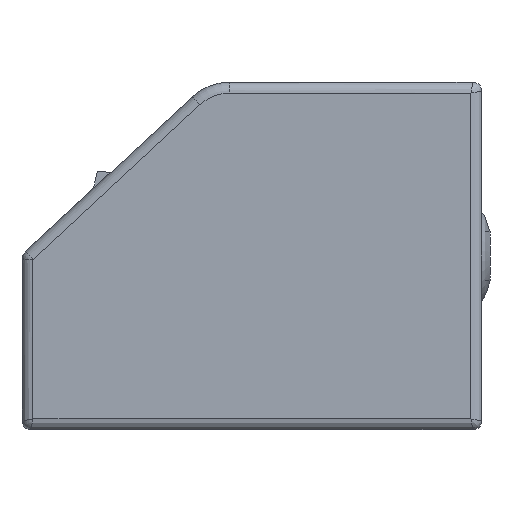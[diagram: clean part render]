
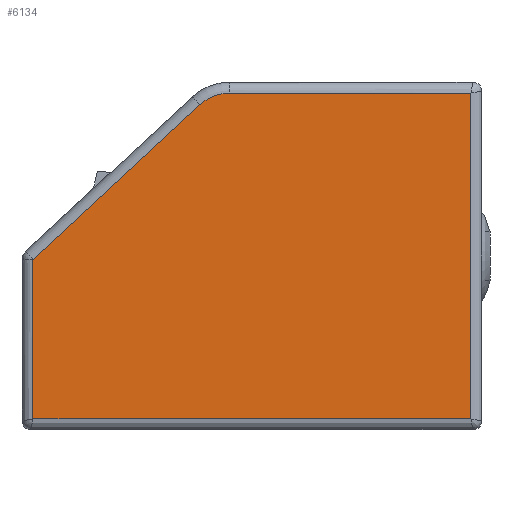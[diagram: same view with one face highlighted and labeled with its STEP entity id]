
A CAD part, left-side view. The second image highlights one B-rep face of the part: STEP entity #6134.
In plain terms, the highlighted planar face has unit normal (-1, 0, 0).
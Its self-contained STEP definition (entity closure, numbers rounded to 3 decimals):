
#197 = VECTOR ( 'NONE', #9700, 1000. ) ;
#316 = DIRECTION ( 'NONE',  ( -1., 0., 0. ) ) ;
#739 = ORIENTED_EDGE ( 'NONE', *, *, #6170, .T. ) ;
#761 = CARTESIAN_POINT ( 'NONE',  ( -658.95, -11.838, -2.559 ) ) ;
#770 = ORIENTED_EDGE ( 'NONE', *, *, #6333, .T. ) ;
#948 = VERTEX_POINT ( 'NONE', #2636 ) ;
#949 = CIRCLE ( 'NONE', #3239, 0.067 ) ;
#961 = VECTOR ( 'NONE', #10168, 1000. ) ;
#1157 = CARTESIAN_POINT ( 'NONE',  ( -658.95, -41.238, -2.559 ) ) ;
#1199 = EDGE_CURVE ( 'NONE', #8203, #4017, #6609, .T. ) ;
#1239 = VECTOR ( 'NONE', #2525, 1000. ) ;
#1366 = VERTEX_POINT ( 'NONE', #10057 ) ;
#1399 = CARTESIAN_POINT ( 'NONE',  ( -658.95, 38.695, -32.962 ) ) ;
#1476 = LINE ( 'NONE', #10465, #8900 ) ;
#1586 = CARTESIAN_POINT ( 'NONE',  ( -658.95, 38.741, -32.913 ) ) ;
#1595 = CARTESIAN_POINT ( 'NONE',  ( -658.95, 2.842, -2.559 ) ) ;
#1745 = DIRECTION ( 'NONE',  ( 0., -1., 0. ) ) ;
#1867 = CARTESIAN_POINT ( 'NONE',  ( -658.95, -11.838, -2.159 ) ) ;
#1900 = ORIENTED_EDGE ( 'NONE', *, *, #9129, .T. ) ;
#2145 = EDGE_CURVE ( 'NONE', #2183, #7746, #9565, .T. ) ;
#2183 = VERTEX_POINT ( 'NONE', #1157 ) ;
#2205 = DIRECTION ( 'NONE',  ( 0., 0., -1. ) ) ;
#2525 = DIRECTION ( 'NONE',  ( 0., 1., 0. ) ) ;
#2636 = CARTESIAN_POINT ( 'NONE',  ( -658.95, 38.762, -32.962 ) ) ;
#2669 = DIRECTION ( 'NONE',  ( 0., 0., -1. ) ) ;
#3239 = AXIS2_PLACEMENT_3D ( 'NONE', #1399, #7007, #2205 ) ;
#3571 = VECTOR ( 'NONE', #1745, 1000. ) ;
#3821 = EDGE_CURVE ( 'NONE', #948, #4085, #8243, .T. ) ;
#4017 = VERTEX_POINT ( 'NONE', #1586 ) ;
#4085 = VERTEX_POINT ( 'NONE', #7273 ) ;
#4944 = ORIENTED_EDGE ( 'NONE', *, *, #3821, .T. ) ;
#5145 = CARTESIAN_POINT ( 'NONE',  ( -658.95, 2.842, -10.559 ) ) ;
#5593 = AXIS2_PLACEMENT_3D ( 'NONE', #1867, #7475, #2669 ) ;
#5754 = ORIENTED_EDGE ( 'NONE', *, *, #1199, .T. ) ;
#5886 = PLANE ( 'NONE',  #5593 ) ;
#5956 = DIRECTION ( 'NONE',  ( 0., 0., -1. ) ) ;
#6125 = AXIS2_PLACEMENT_3D ( 'NONE', #5145, #316, #5956 ) ;
#6134 = ADVANCED_FACE ( 'NONE', ( #8237 ), #5886, .F. ) ;
#6170 = EDGE_CURVE ( 'NONE', #7746, #8203, #10161, .T. ) ;
#6333 = EDGE_CURVE ( 'NONE', #4017, #948, #949, .T. ) ;
#6504 = EDGE_CURVE ( 'NONE', #1366, #2183, #1476, .T. ) ;
#6560 = CARTESIAN_POINT ( 'NONE',  ( -658.95, -11.838, -62.059 ) ) ;
#6609 = LINE ( 'NONE', #6946, #197 ) ;
#6946 = CARTESIAN_POINT ( 'NONE',  ( -658.95, -3.808, 6.508 ) ) ;
#7007 = DIRECTION ( 'NONE',  ( -1., 0., 0. ) ) ;
#7273 = CARTESIAN_POINT ( 'NONE',  ( -658.95, 38.762, -62.059 ) ) ;
#7475 = DIRECTION ( 'NONE',  ( 1., 0., 0. ) ) ;
#7746 = VERTEX_POINT ( 'NONE', #1595 ) ;
#7748 = CARTESIAN_POINT ( 'NONE',  ( -658.95, 38.762, -2.159 ) ) ;
#8203 = VERTEX_POINT ( 'NONE', #9483 ) ;
#8237 = FACE_OUTER_BOUND ( 'NONE', #8488, .T. ) ;
#8243 = LINE ( 'NONE', #7748, #961 ) ;
#8488 = EDGE_LOOP ( 'NONE', ( #9939, #9960, #739, #5754, #770, #4944, #1900 ) ) ;
#8900 = VECTOR ( 'NONE', #9640, 1000. ) ;
#9129 = EDGE_CURVE ( 'NONE', #4085, #1366, #9728, .T. ) ;
#9483 = CARTESIAN_POINT ( 'NONE',  ( -658.95, 8.279, -4.691 ) ) ;
#9565 = LINE ( 'NONE', #761, #1239 ) ;
#9640 = DIRECTION ( 'NONE',  ( 0., 0., 1. ) ) ;
#9700 = DIRECTION ( 'NONE',  ( 0., 0.734, -0.68 ) ) ;
#9728 = LINE ( 'NONE', #6560, #3571 ) ;
#9939 = ORIENTED_EDGE ( 'NONE', *, *, #6504, .T. ) ;
#9960 = ORIENTED_EDGE ( 'NONE', *, *, #2145, .T. ) ;
#10057 = CARTESIAN_POINT ( 'NONE',  ( -658.95, -41.238, -62.059 ) ) ;
#10161 = CIRCLE ( 'NONE', #6125, 8. ) ;
#10168 = DIRECTION ( 'NONE',  ( 0., 0., -1. ) ) ;
#10465 = CARTESIAN_POINT ( 'NONE',  ( -658.95, -41.238, -2.159 ) ) ;
